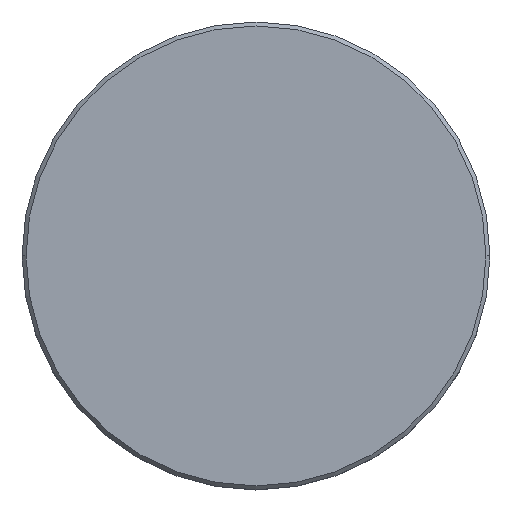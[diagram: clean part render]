
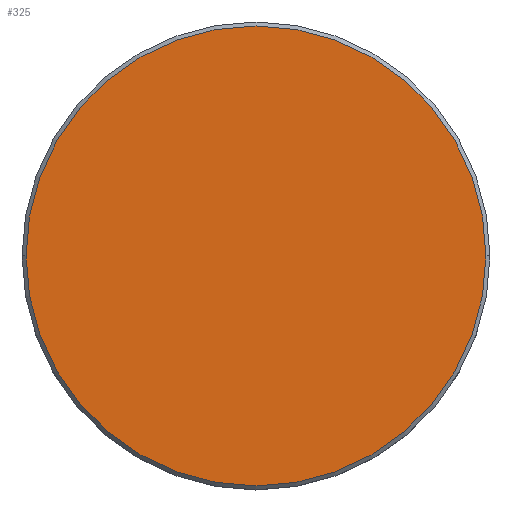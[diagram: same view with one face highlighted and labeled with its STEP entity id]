
A CAD part, top view. The second image highlights one B-rep face of the part: STEP entity #325.
In plain terms, the highlighted planar face has unit normal (0, 0, 1).
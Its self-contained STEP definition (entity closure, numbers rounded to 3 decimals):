
#1 = AXIS2_PLACEMENT_3D ( 'NONE', #420, #144, #335 ) ;
#24 = AXIS2_PLACEMENT_3D ( 'NONE', #521, #182, #1163 ) ;
#60 = AXIS2_PLACEMENT_3D ( 'NONE', #68, #328, #1139 ) ;
#68 = CARTESIAN_POINT ( 'NONE',  ( 0., 0., 0. ) ) ;
#144 = DIRECTION ( 'NONE',  ( 0., 0., 1. ) ) ;
#182 = DIRECTION ( 'NONE',  ( 0., 0., 1. ) ) ;
#196 = CARTESIAN_POINT ( 'NONE',  ( -29., 0., 0. ) ) ;
#325 = ADVANCED_FACE ( 'NONE', ( #596 ), #1159, .T. ) ;
#328 = DIRECTION ( 'NONE',  ( 0., 0., 1. ) ) ;
#335 = DIRECTION ( 'NONE',  ( 1., 0., 0. ) ) ;
#369 = EDGE_CURVE ( 'NONE', #659, #604, #1028, .T. ) ;
#420 = CARTESIAN_POINT ( 'NONE',  ( 0., 0., 0. ) ) ;
#521 = CARTESIAN_POINT ( 'NONE',  ( 0., 0., 0. ) ) ;
#596 = FACE_OUTER_BOUND ( 'NONE', #627, .T. ) ;
#604 = VERTEX_POINT ( 'NONE', #196 ) ;
#607 = ORIENTED_EDGE ( 'NONE', *, *, #369, .T. ) ;
#627 = EDGE_LOOP ( 'NONE', ( #1003, #607 ) ) ;
#659 = VERTEX_POINT ( 'NONE', #751 ) ;
#727 = CIRCLE ( 'NONE', #24, 29. ) ;
#751 = CARTESIAN_POINT ( 'NONE',  ( 29., 0., 0. ) ) ;
#1003 = ORIENTED_EDGE ( 'NONE', *, *, #1010, .T. ) ;
#1010 = EDGE_CURVE ( 'NONE', #604, #659, #727, .T. ) ;
#1028 = CIRCLE ( 'NONE', #60, 29. ) ;
#1139 = DIRECTION ( 'NONE',  ( 1., 0., 0. ) ) ;
#1159 = PLANE ( 'NONE',  #1 ) ;
#1163 = DIRECTION ( 'NONE',  ( 1., 0., 0. ) ) ;
